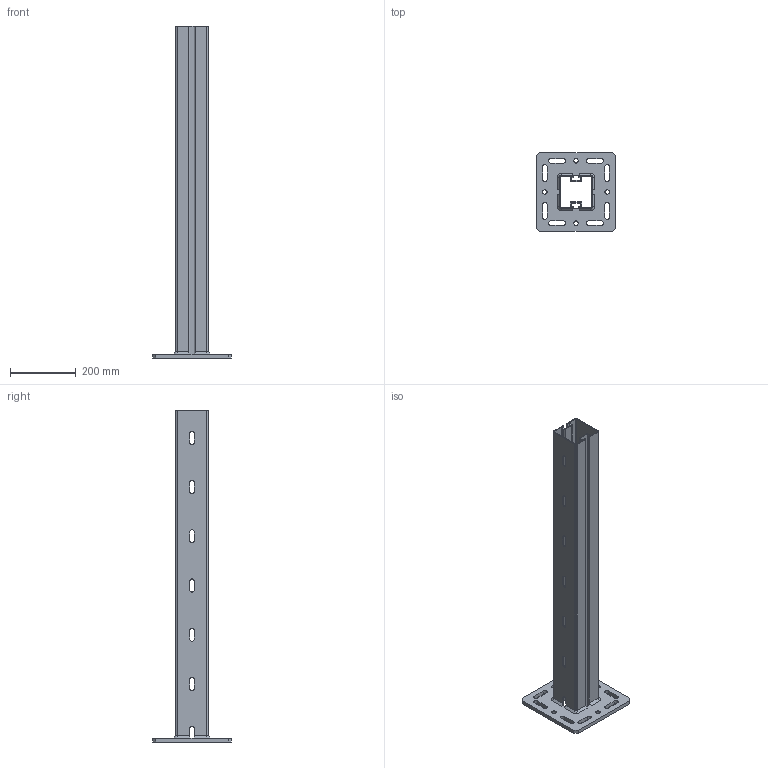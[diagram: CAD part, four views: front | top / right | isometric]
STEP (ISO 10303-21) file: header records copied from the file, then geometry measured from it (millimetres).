
FILE_DESCRIPTION((''),'2;1');
FILE_NAME('135620.stp','2010-07-22T14:17:49',('DMK009'),(''),'Autodesk Inventor 2010','Autodesk Inventor 2010','');
FILE_SCHEMA(('AUTOMOTIVE_DESIGN { 1 0 10303 214 1 1 1 1 }'));
Length unit declared in the file: millimetre
Products named in the file (1): 135620
Bounding box: 240 x 240 x 1012 mm (x, y, z)
Volume: 1739713.4 mm3; surface area: 1105640.6 mm2
Topology: 1 solids, 1 shells, 202 faces, 600 edges, 392 vertices
Faces by surface type: plane 114, cylinder 84, cone 4
Full cylindrical faces by diameter (mm): 13.5 x4
Entity records: 7053 total; most frequent: ORIENTED_EDGE 1192, CARTESIAN_POINT 1191, DIRECTION 1174, EDGE_CURVE 596, VECTOR 424, LINE 424, VERTEX_POINT 392, AXIS2_PLACEMENT_3D 375
